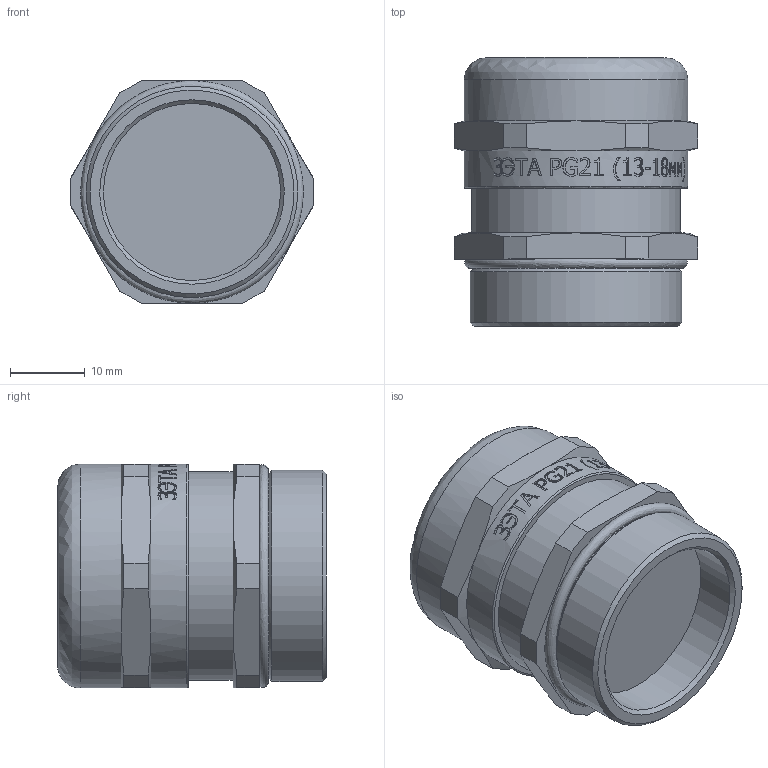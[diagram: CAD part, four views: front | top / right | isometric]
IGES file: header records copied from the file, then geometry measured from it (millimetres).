
Global section: file name: 7 КВ-PG21 (13-18мм); native system: Autodesk Inventor 2015; preprocessor: unknown; author: zeta-23; date: 20161012.211738; units: millimetre
Bounding box: 32.64 x 36 x 30 mm (x, y, z)
Volume: 21596.1 mm3; surface area: 5579 mm2
Topology: 1 solids, 1 shells, 330 faces, 902 edges, 600 vertices
Faces by surface type: bspline 330
